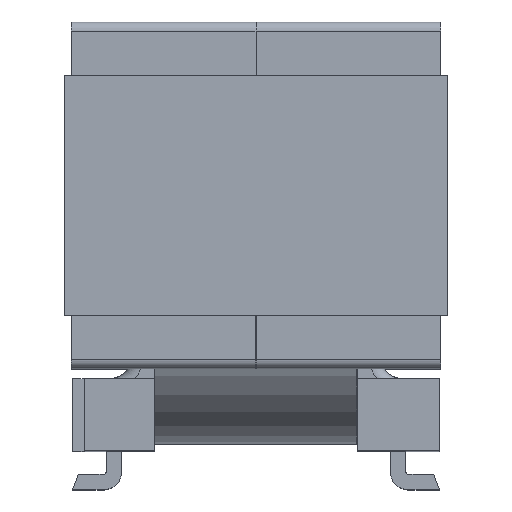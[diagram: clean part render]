
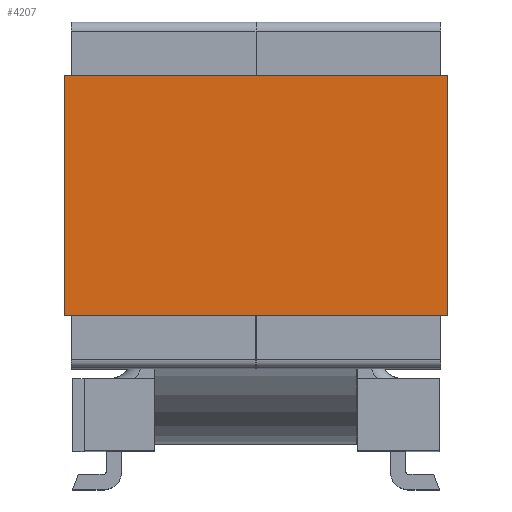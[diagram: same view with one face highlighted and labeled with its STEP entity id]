
A CAD part, top view. The second image highlights one B-rep face of the part: STEP entity #4207.
In plain terms, the highlighted face is planar.
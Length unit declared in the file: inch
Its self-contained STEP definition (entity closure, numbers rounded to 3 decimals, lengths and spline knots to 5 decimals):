
#251 = LINE ( 'NONE', #3568, #1999 ) ;
#343 = FACE_OUTER_BOUND ( 'NONE', #4349, .T. ) ;
#661 = LINE ( 'NONE', #5572, #7452 ) ;
#866 = LINE ( 'NONE', #3062, #7638 ) ;
#1255 = DIRECTION ( 'NONE',  ( 1., 0., 0. ) ) ;
#1295 = DIRECTION ( 'NONE',  ( 0., -1., 0. ) ) ;
#1331 = LINE ( 'NONE', #6014, #7900 ) ;
#1371 = CARTESIAN_POINT ( 'NONE',  ( 0.38425, -0.37638, -0.24488 ) ) ;
#1999 = VECTOR ( 'NONE', #3305, 39.37008 ) ;
#2167 = CARTESIAN_POINT ( 'NONE',  ( 0.38425, -0.37638, -0.24488 ) ) ;
#2185 = AXIS2_PLACEMENT_3D ( 'NONE', #1371, #1295, #1255 ) ;
#2427 = PLANE ( 'NONE',  #2185 ) ;
#2734 = DIRECTION ( 'NONE',  ( 1., 0., 0. ) ) ;
#3062 = CARTESIAN_POINT ( 'NONE',  ( -0.0063, -0.37638, -0.24488 ) ) ;
#3305 = DIRECTION ( 'NONE',  ( 1., 0., 0. ) ) ;
#3453 = ORIENTED_EDGE ( 'NONE', *, *, #6820, .F. ) ;
#3550 = EDGE_CURVE ( 'NONE', #5890, #4321, #661, .T. ) ;
#3568 = CARTESIAN_POINT ( 'NONE',  ( 0.38425, -0.37638, -0.24488 ) ) ;
#4171 = EDGE_CURVE ( 'NONE', #6920, #5890, #251, .T. ) ;
#4207 = ADVANCED_FACE ( 'NONE', ( #343 ), #2427, .T. ) ;
#4321 = VERTEX_POINT ( 'NONE', #5154 ) ;
#4349 = EDGE_LOOP ( 'NONE', ( #5921, #3453, #4431, #6511 ) ) ;
#4431 = ORIENTED_EDGE ( 'NONE', *, *, #4171, .T. ) ;
#4686 = VERTEX_POINT ( 'NONE', #5432 ) ;
#5063 = EDGE_CURVE ( 'NONE', #4686, #4321, #1331, .T. ) ;
#5154 = CARTESIAN_POINT ( 'NONE',  ( 0.38425, -0.37638, 0. ) ) ;
#5282 = CARTESIAN_POINT ( 'NONE',  ( -0.0063, -0.37638, -0.24488 ) ) ;
#5432 = CARTESIAN_POINT ( 'NONE',  ( -0.0063, -0.37638, 0. ) ) ;
#5572 = CARTESIAN_POINT ( 'NONE',  ( 0.38425, -0.37638, -0.24488 ) ) ;
#5848 = DIRECTION ( 'NONE',  ( 0., 0., 1. ) ) ;
#5890 = VERTEX_POINT ( 'NONE', #2167 ) ;
#5921 = ORIENTED_EDGE ( 'NONE', *, *, #5063, .F. ) ;
#6014 = CARTESIAN_POINT ( 'NONE',  ( 0.38425, -0.37638, 0. ) ) ;
#6511 = ORIENTED_EDGE ( 'NONE', *, *, #3550, .T. ) ;
#6820 = EDGE_CURVE ( 'NONE', #6920, #4686, #866, .T. ) ;
#6920 = VERTEX_POINT ( 'NONE', #5282 ) ;
#7001 = DIRECTION ( 'NONE',  ( 0., 0., 1. ) ) ;
#7452 = VECTOR ( 'NONE', #5848, 39.37008 ) ;
#7638 = VECTOR ( 'NONE', #7001, 39.37008 ) ;
#7900 = VECTOR ( 'NONE', #2734, 39.37008 ) ;
